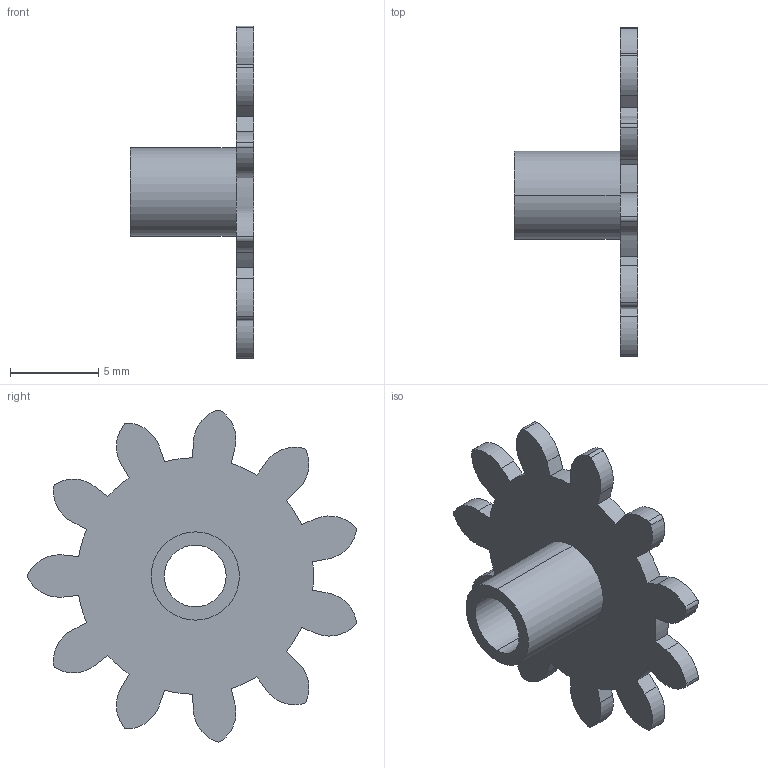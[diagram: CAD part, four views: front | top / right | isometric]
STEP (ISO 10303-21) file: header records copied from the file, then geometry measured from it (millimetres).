
FILE_DESCRIPTION (( 'STEP AP214' ), '1' );
FILE_NAME ('Operand Group - Carry Gear A.STEP', '2025-07-06T08:35:30', ( '' ), ( '' ), 'SwSTEP 2.0', 'SolidWorks 2025', '' );
FILE_SCHEMA (( 'AUTOMOTIVE_DESIGN' ));
Length unit declared in the file: millimetre
Products named in the file (1): Operand Group - Carry Gear A
Bounding box: 7 x 18.63 x 18.81 mm (x, y, z)
Volume: 252.7 mm3; surface area: 649.2 mm2
Topology: 1 solids, 1 shells, 79 faces, 228 edges, 152 vertices
Faces by surface type: cylinder 54, plane 25
Entity records: 2688 total; most frequent: DIRECTION 496, CARTESIAN_POINT 460, ORIENTED_EDGE 456, EDGE_CURVE 228, AXIS2_PLACEMENT_3D 188, VERTEX_POINT 152, LINE 120, VECTOR 120
